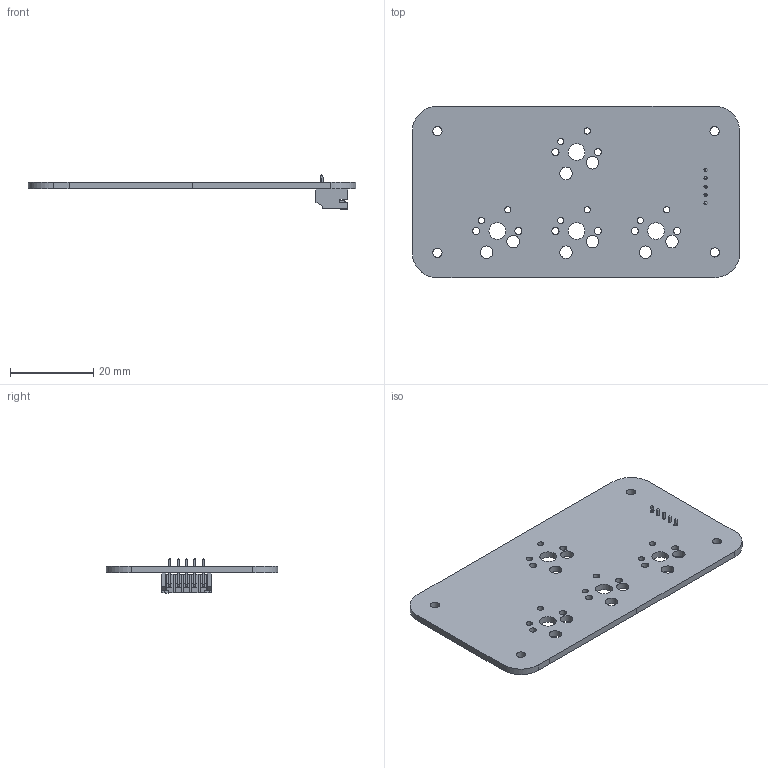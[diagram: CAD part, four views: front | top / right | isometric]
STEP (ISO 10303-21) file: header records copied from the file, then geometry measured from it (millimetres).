
FILE_DESCRIPTION(('KiCad electronic assembly'),'2;1');
FILE_NAME('4keymacropad V4.step','2021-12-31T00:37:48',('An Author'),( 'A Company'),'Open CASCADE STEP processor 7.5', 'KiCad to STEP converter','Unknown');
FILE_SCHEMA(('AUTOMOTIVE_DESIGN { 1 0 10303 214 1 1 1 1 }'));
Length unit declared in the file: millimetre
Products named in the file (4): Open CASCADE STEP translator 7.5 1; JST_PH_S5B-PH-K_1x05_P2.00mm_Horizontal; SOLID; COMPOUND
Assembly tree (3 placements, depth 3):
  Open CASCADE STEP translator 7.5 1
    JST_PH_S5B-PH-K_1x05_P2.00mm_Horizontal
      SOLID
    COMPOUND
Bounding box: 78.55 x 41.21 x 8.25 mm (x, y, z)
Volume: 5044.8 mm3; surface area: 7374.9 mm2
Topology: 2 solids, 2 shells, 257 faces, 705 edges, 458 vertices
Faces by surface type: plane 204, cylinder 53
Full cylindrical faces by diameter (mm): 0.75 x5, 1.499 x8, 1.702 x8, 2.2 x4, 3 x8, 3.988 x4
Entity records: 18893 total; most frequent: CARTESIAN_POINT 2852, DIRECTION 2740, LINE 1903, VECTOR 1903, ORIENTED_EDGE 1410, PCURVE 1410, DEFINITIONAL_REPRESENTATION 1410, EDGE_CURVE 705
